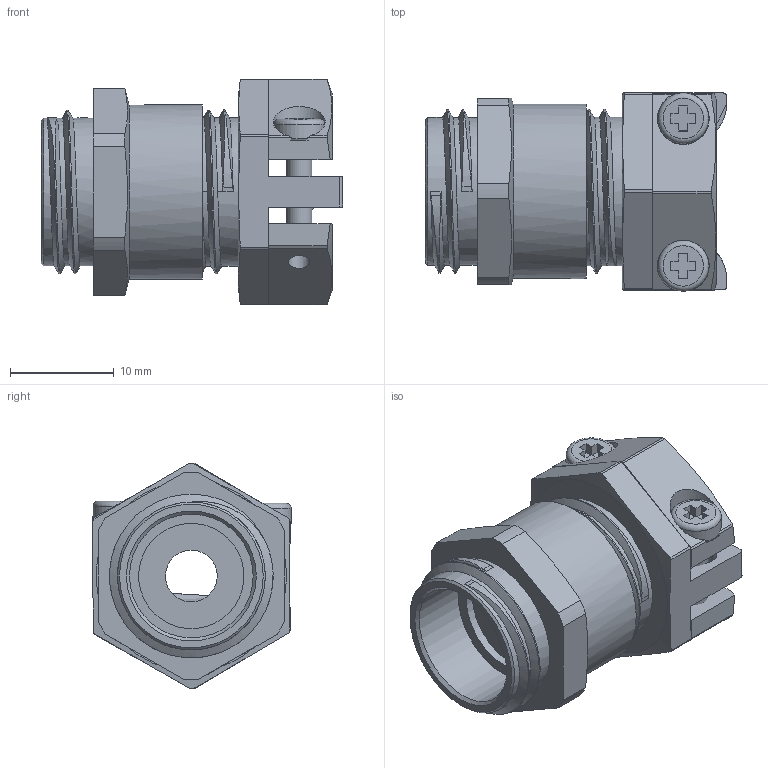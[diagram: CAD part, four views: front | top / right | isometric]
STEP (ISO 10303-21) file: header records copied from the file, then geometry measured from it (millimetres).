
FILE_DESCRIPTION(/* description */ ('Messing-KV mit zentrischer Zugentlastung Mutter M16/PG9'),/* implementation_level */ '2;1');
FILE_NAME(/* name */ '60009516-RST.stp',/* time_stamp */ '2015-06-02T10:33:02+02:00',/* author */ ('sl'),/* organization */ (''),/* preprocessor_version */ 'ST-DEVELOPER v15.2',/* originating_system */ 'Autodesk Inventor 2014',/* authorisation */ '');
FILE_SCHEMA (('CONFIG_CONTROL_DESIGN'));
Length unit declared in the file: millimetre
Products named in the file (8): Messing-KV-02-BT-0001-60009516; Messing-KV-02-BT-0002-60009516; Messing-KV-02-BT-0003-60009516; Messing-KV-02-BT-0004-60009516; Messing-KV-02-BT-0005-60009516; Messing-KV-02-BT-0006-60009516; Messing-KV-02-BT-0007-60009516; Messing-KV-02-BG-0001-60009516
Assembly tree (9 placements, depth 2):
  Messing-KV-02-BG-0001-60009516
    Messing-KV-02-BT-0001-60009516
    Messing-KV-02-BT-0002-60009516
    Messing-KV-02-BT-0003-60009516  x2
    Messing-KV-02-BT-0004-60009516
    Messing-KV-02-BT-0005-60009516
    Messing-KV-02-BT-0006-60009516
    Messing-KV-02-BT-0007-60009516  x2
Bounding box: 29.06 x 19.16 x 21.8 mm (x, y, z)
Volume: 4204.9 mm3; surface area: 6332.4 mm2
Topology: 9 solids, 9 shells, 218 faces, 542 edges, 349 vertices
Faces by surface type: plane 106, cylinder 74, cone 22, bspline 8, torus 8
Full cylindrical faces by diameter (mm): 2.05 x4, 2.44 x2, 2.72 x1, 2.73 x1, 4.9 x2, 5 x1, 7.25 x1, 7.45 x1, 10 x1, 10.15 x1, 10.17 x2, 10.35 x1, 11.94 x1, 13.39 x2, 13.65 x1, 13.93 x4, 14.278 x2, 14.319 x4, 15.452 x4, 16.82 x1
Entity records: 9359 total; most frequent: CARTESIAN_POINT 5146, DIRECTION 821, ORIENTED_EDGE 816, EDGE_CURVE 408, AXIS2_PLACEMENT_3D 320, VERTEX_POINT 282, EDGE_LOOP 244, LINE 181
